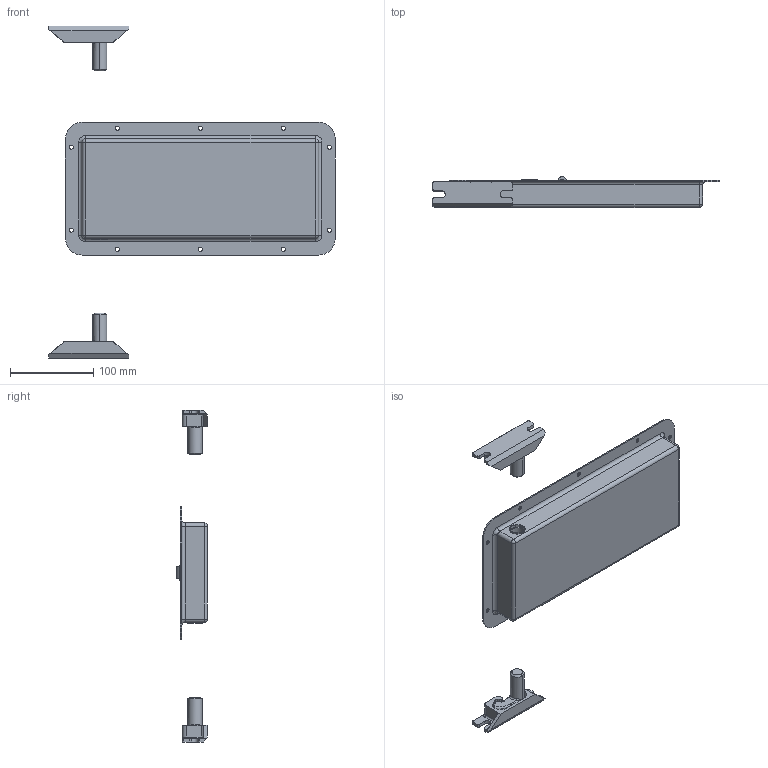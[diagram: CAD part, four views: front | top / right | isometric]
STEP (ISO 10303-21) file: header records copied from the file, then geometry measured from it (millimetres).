
FILE_DESCRIPTION (( 'STEP AP203' ), '1' );
FILE_NAME ('sone3D.STEP', '2017-09-26T00:31:45', ( '' ), ( '' ), 'SwSTEP 2.0', 'SolidWorks 2014', '' );
FILE_SCHEMA (( 'CONFIG_CONTROL_DESIGN' ));
Length unit declared in the file: millimetre
Products named in the file (22): FA-1815-S-3_; C-178-T_; C-178-T_ハウジング_; sone3D; FA-1944-1カラー_; C-178-T_SUS僉儍僢僾_; FA-1944-1僔儍僼僩__僔儍僼僩A; C-178-T_M19僫僢僩; FA-1944-1僔儍僼僩__僔儍僼僩B; C-178-T_90亱僇儉_; FA-1815-S-3僉乕僷乕__L; T0230-4rotor_公_T0230-4; FA-1944-1トレイ_; FA-1815-S-3僉乕僷乕__R; C-178-T_M4小PW__JIS B 1256 Small circular 4; FA-1944-1僴儞僪儖働乕僗_; FA-1815-S-3僼僢僋__R; C-178-T_M4-SW__JIS B 1251 No.2 4; FA-1944-1僴儞僪儖_; FA-1815-S-3僼僢僋__L; C-178-T_M4僱僕__M4亊7; FA-1944-1フック_
Assembly tree (22 placements, depth 3):
  sone3D
    FA-1944-1トレイ_
    FA-1944-1僴儞僪儖働乕僗_
    FA-1944-1僴儞僪儖_
    FA-1944-1フック_
    C-178-T_
      C-178-T_ハウジング_
      C-178-T_SUS僉儍僢僾_
      C-178-T_M19僫僢僩
      C-178-T_90亱僇儉_
      T0230-4rotor_公_T0230-4
      C-178-T_M4小PW__JIS B 1256 Small circular 4
      C-178-T_M4-SW__JIS B 1251 No.2 4
      C-178-T_M4僱僕__M4亊7
    FA-1944-1カラー_  x2
    FA-1944-1僔儍僼僩__僔儍僼僩A
    FA-1944-1僔儍僼僩__僔儍僼僩B
    FA-1815-S-3_
      FA-1815-S-3僉乕僷乕__L
      FA-1815-S-3僉乕僷乕__R
      FA-1815-S-3僼僢僋__R
      FA-1815-S-3僼僢僋__L
Bounding box: 345 x 37.28 x 400 mm (x, y, z)
Volume: 321315.6 mm3; surface area: 275688.6 mm2
Topology: 20 solids, 20 shells, 652 faces, 1640 edges, 1028 vertices
Faces by surface type: cylinder 299, plane 255, torus 64, cone 14, sphere 12, bspline 8
Entity records: 22472 total; most frequent: CARTESIAN_POINT 4194, DIRECTION 3550, ORIENTED_EDGE 3204, EDGE_CURVE 1602, AXIS2_PLACEMENT_3D 1348, VERTEX_POINT 1012, LINE 854, VECTOR 854
